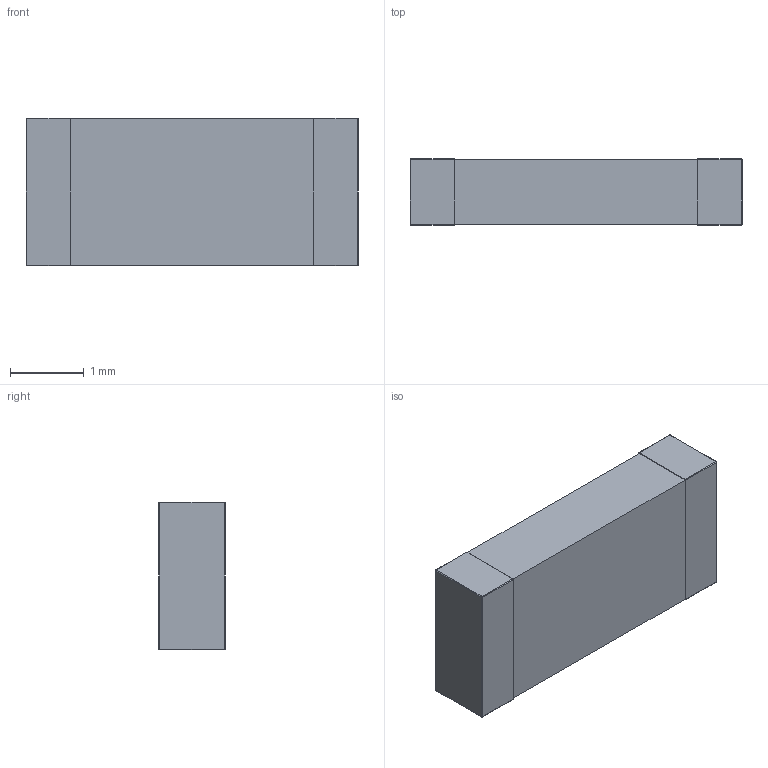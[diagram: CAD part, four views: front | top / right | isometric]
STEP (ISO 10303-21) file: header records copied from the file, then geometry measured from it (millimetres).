
FILE_DESCRIPTION (( 'STEP AP214' ), '1' );
FILE_NAME ('C1808.STEP', '2019-05-09T16:11:48', ( '' ), ( '' ), 'SwSTEP 2.0', 'SolidWorks 2018', '' );
FILE_SCHEMA (( 'AUTOMOTIVE_DESIGN' ));
Length unit declared in the file: millimetre
Products named in the file (1): C1808
Bounding box: 4.5 x 0.9 x 2 mm (x, y, z)
Volume: 7.9 mm3; surface area: 29.5 mm2
Topology: 1 solids, 1 shells, 110 faces, 272 edges, 168 vertices
Faces by surface type: bspline 53, plane 33, cylinder 16, sphere 8
Entity records: 6234 total; most frequent: CARTESIAN_POINT 3436, ORIENTED_EDGE 528, DIRECTION 306, EDGE_CURVE 264, VERTEX_POINT 168, VECTOR 126, LINE 126, EDGE_LOOP 122
